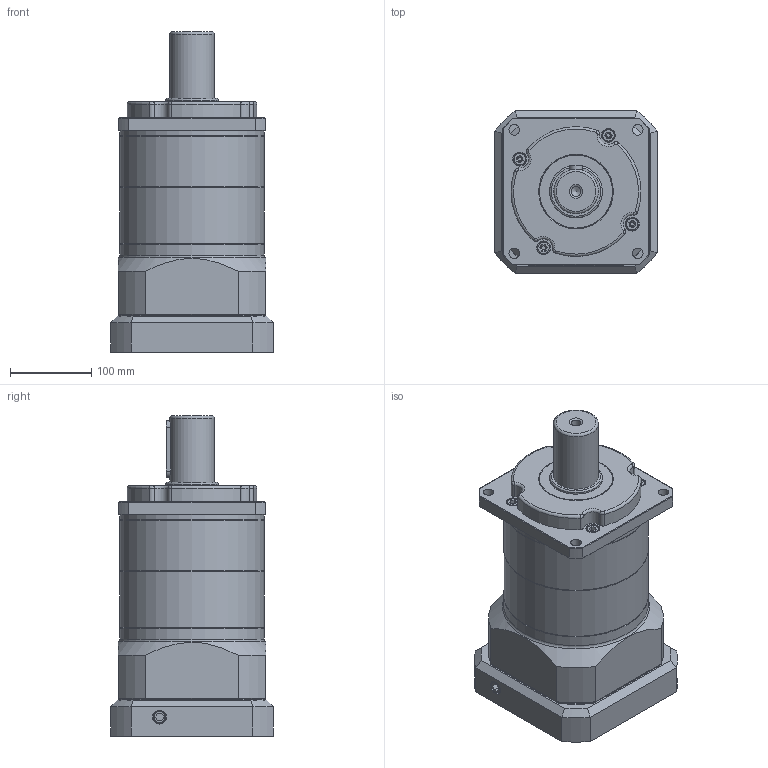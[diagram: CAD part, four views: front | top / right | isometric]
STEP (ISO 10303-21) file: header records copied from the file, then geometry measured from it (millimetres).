
FILE_DESCRIPTION((''),'2;1');
FILE_NAME('KFB-180-2.stp','2012-02-15T13:45:30',('young'),(''),'Autodesk Inventor 2012','Autodesk Inventor 2012','');
FILE_SCHEMA(('AUTOMOTIVE_DESIGN { 1 0 10303 214 1 1 1 1 }'));
Length unit declared in the file: millimetre
Products named in the file (1): KFB-180-2
Bounding box: 200 x 200 x 394.5 mm (x, y, z)
Volume: 6892429.1 mm3; surface area: 730688.2 mm2
Topology: 26 solids, 28 shells, 887 faces, 2101 edges, 1330 vertices
Faces by surface type: plane 412, cylinder 285, cone 124, bspline 38, torus 28
Full cylindrical faces by diameter (mm): 1.135 x1, 8.5 x8, 8.6 x1, 10 x6, 10.2 x8, 11 x13, 12 x8, 13 x8, 14.5 x2, 16 x6, 16.709 x2, 17 x4, 18 x7, 19 x4, 44.9 x1, 46 x1, 55 x1, 58.5 x1, 59.8 x1, 60 x1, 64.8 x1, 65 x2, 80 x2, 90 x2, 140 x1, 155 x1, 165 x1, 178 x4
Entity records: 27106 total; most frequent: CARTESIAN_POINT 7191, DIRECTION 4248, ORIENTED_EDGE 3738, EDGE_CURVE 1869, AXIS2_PLACEMENT_3D 1665, VERTEX_POINT 1289, EDGE_LOOP 1196, VECTOR 918
